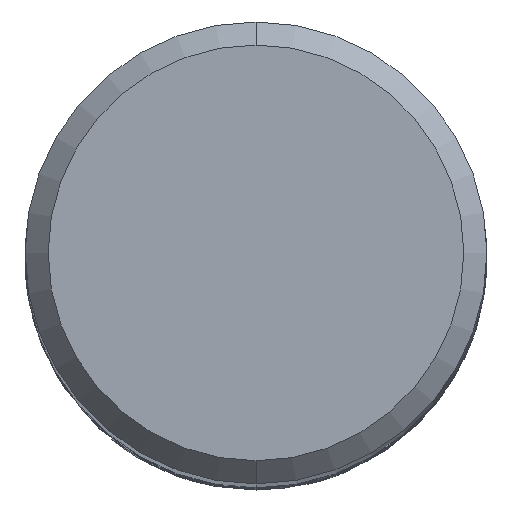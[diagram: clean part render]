
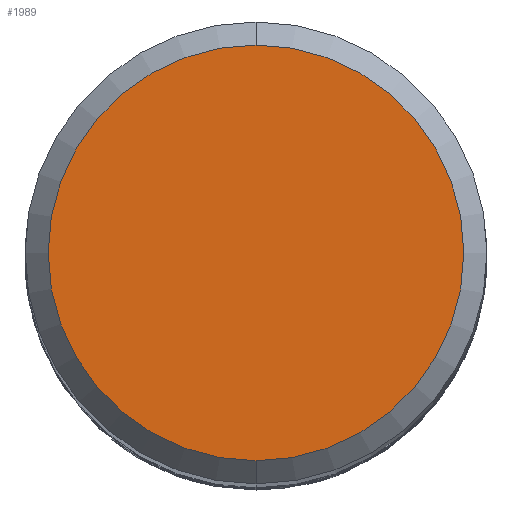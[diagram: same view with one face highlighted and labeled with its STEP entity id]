
A CAD part, top view. The second image highlights one B-rep face of the part: STEP entity #1989.
In plain terms, the highlighted planar face has unit normal (0, 0, 1).
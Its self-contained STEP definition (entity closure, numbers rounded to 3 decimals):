
#1441=VERTEX_POINT('',#3895);
#1587=EDGE_CURVE('',#2095,#1441,#4053,.T.);
#1989=ADVANCED_FACE('',(#4490),#4491,.T.);
#2095=VERTEX_POINT('',#4606);
#3009=EDGE_CURVE('',#1441,#2095,#5590,.T.);
#3895=CARTESIAN_POINT('',(0.0,4.5,0.0));
#4053=CIRCLE('',#9353,4.5);
#4490=FACE_OUTER_BOUND('',#12298,.T.);
#4491=PLANE('',#12299);
#4606=CARTESIAN_POINT('',(0.,-4.5,0.0));
#5590=CIRCLE('',#20719,4.5);
#9353=AXIS2_PLACEMENT_3D('',#30790,#30791,#30792);
#12298=EDGE_LOOP('',(#31298,#31299));
#12299=AXIS2_PLACEMENT_3D('',#31300,#31301,#31302);
#20719=AXIS2_PLACEMENT_3D('',#32341,#32342,#32343);
#30790=CARTESIAN_POINT('',(0.0,0.0,0.0));
#30791=DIRECTION('',(0.0,0.0,-1.0));
#30792=DIRECTION('',(0.0,1.0,0.0));
#31298=ORIENTED_EDGE('',*,*,#3009,.F.);
#31299=ORIENTED_EDGE('',*,*,#1587,.F.);
#31300=CARTESIAN_POINT('',(0.0,2.25,0.0));
#31301=DIRECTION('',(-0.0,0.0,1.0));
#31302=DIRECTION('',(0.0,-1.0,0.0));
#32341=CARTESIAN_POINT('',(0.0,0.0,0.0));
#32342=DIRECTION('',(0.0,0.0,-1.0));
#32343=DIRECTION('',(0.0,1.0,0.0));
